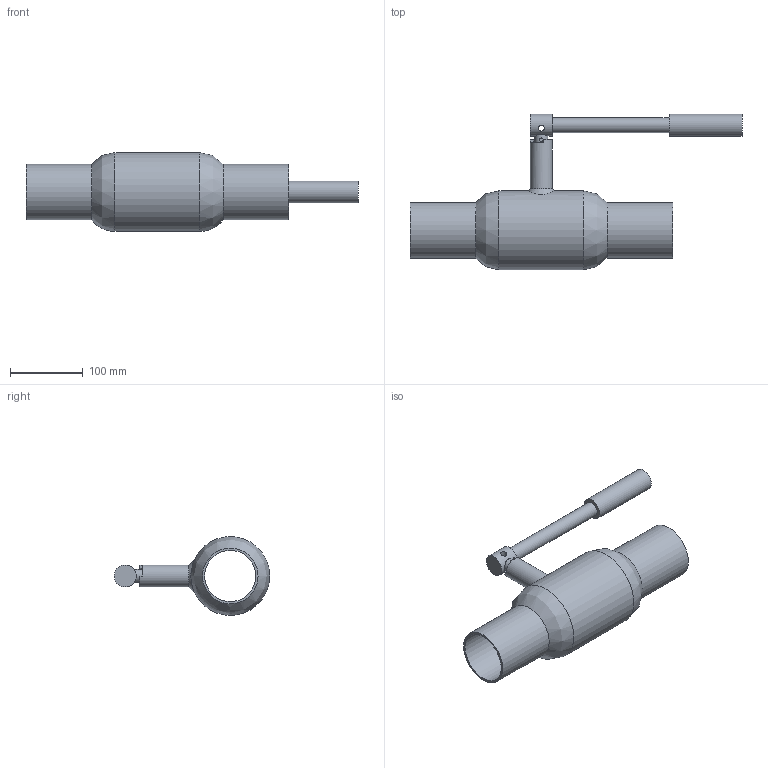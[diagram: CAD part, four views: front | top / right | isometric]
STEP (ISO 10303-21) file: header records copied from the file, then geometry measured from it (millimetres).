
FILE_DESCRIPTION(/* description */ ('VALVE 65'),/* implementation_level */ '2;1');
FILE_NAME(/* name */ 'VALVE 65.stp',/* time_stamp */ '2020-02-26T14:06:12+06:00',/* author */ ('abhijit_kelkar'),/* organization */ (''),/* preprocessor_version */ 'ST-DEVELOPER v18',/* originating_system */ 'Autodesk Inventor 2020',/* authorisation */ '');
FILE_SCHEMA (('AUTOMOTIVE_DESIGN { 1 0 10303 214 3 1 1 }'));
Length unit declared in the file: millimetre
Products named in the file (1): VALVE 65
Bounding box: 455 x 213 x 108 mm (x, y, z)
Volume: 1165643.6 mm3; surface area: 219195.4 mm2
Topology: 1 solids, 1 shells, 31 faces, 88 edges, 64 vertices
Faces by surface type: plane 16, cylinder 12, bspline 2, cone 1
Full cylindrical faces by diameter (mm): 5 x1, 8 x1, 18 x1, 20 x1, 22 x1, 30 x3, 70.3 x1, 76.1 x2, 108 x1
Entity records: 1315 total; most frequent: CARTESIAN_POINT 425, DIRECTION 184, ORIENTED_EDGE 176, EDGE_CURVE 88, AXIS2_PLACEMENT_3D 79, VERTEX_POINT 64, CIRCLE 49, EDGE_LOOP 40
